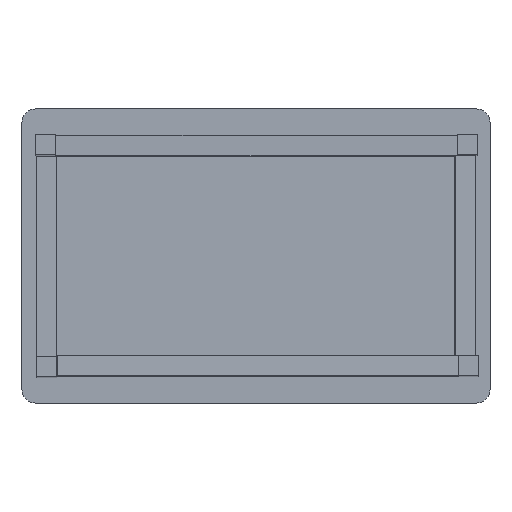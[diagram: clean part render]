
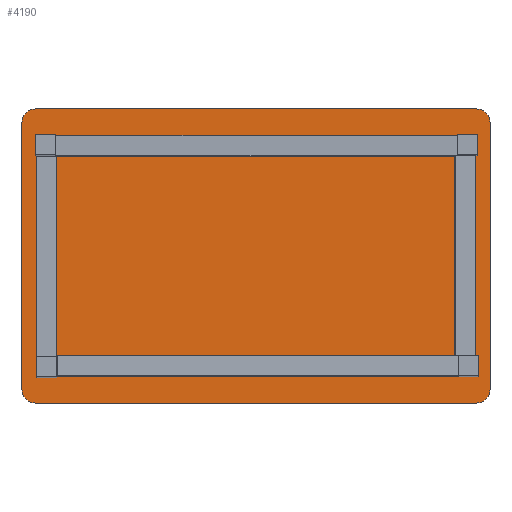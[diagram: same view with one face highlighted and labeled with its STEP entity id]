
A CAD part, top view. The second image highlights one B-rep face of the part: STEP entity #4190.
In plain terms, the highlighted planar face has unit normal (0, 0, 1).
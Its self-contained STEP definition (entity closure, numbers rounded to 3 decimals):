
#57 = CARTESIAN_POINT ( 'NONE',  ( 165., 100., 10. ) ) ;
#355 = EDGE_CURVE ( 'NONE', #10110, #5039, #8544, .T. ) ;
#378 = EDGE_CURVE ( 'NONE', #8937, #9740, #11942, .T. ) ;
#388 = CARTESIAN_POINT ( 'NONE',  ( 145., 82.5, 10. ) ) ;
#560 = CIRCLE ( 'NONE', #10750, 10. ) ;
#583 = CARTESIAN_POINT ( 'NONE',  ( 135., 82.5, 10. ) ) ;
#602 = VERTEX_POINT ( 'NONE', #388 ) ;
#631 = EDGE_CURVE ( 'NONE', #13588, #12113, #14177, .T. ) ;
#807 = DIRECTION ( 'NONE',  ( 0., 0., 1. ) ) ;
#812 = CARTESIAN_POINT ( 'NONE',  ( -175., -100., 10. ) ) ;
#852 = CIRCLE ( 'NONE', #1566, 10. ) ;
#856 = EDGE_CURVE ( 'NONE', #14067, #13588, #560, .T. ) ;
#862 = CARTESIAN_POINT ( 'NONE',  ( 165., -100., 10. ) ) ;
#916 = CARTESIAN_POINT ( 'NONE',  ( 175., 100., 10. ) ) ;
#1063 = AXIS2_PLACEMENT_3D ( 'NONE', #862, #14489, #5418 ) ;
#1141 = DIRECTION ( 'NONE',  ( -1., 0., 0. ) ) ;
#1190 = CIRCLE ( 'NONE', #3099, 5. ) ;
#1195 = ORIENTED_EDGE ( 'NONE', *, *, #11302, .F. ) ;
#1197 = VERTEX_POINT ( 'NONE', #7073 ) ;
#1247 = CARTESIAN_POINT ( 'NONE',  ( -135., -82.5, 10. ) ) ;
#1405 = FACE_BOUND ( 'NONE', #6355, .T. ) ;
#1433 = ORIENTED_EDGE ( 'NONE', *, *, #2431, .T. ) ;
#1530 = CARTESIAN_POINT ( 'NONE',  ( -145., 82.5, 10. ) ) ;
#1566 = AXIS2_PLACEMENT_3D ( 'NONE', #57, #12628, #9146 ) ;
#2022 = VERTEX_POINT ( 'NONE', #12957 ) ;
#2237 = LINE ( 'NONE', #3306, #10986 ) ;
#2399 = CARTESIAN_POINT ( 'NONE',  ( 165., 110., 10. ) ) ;
#2431 = EDGE_CURVE ( 'NONE', #5039, #14067, #14734, .T. ) ;
#2506 = CIRCLE ( 'NONE', #9046, 5. ) ;
#2646 = CARTESIAN_POINT ( 'NONE',  ( -140., -82.5, 10. ) ) ;
#2750 = FACE_BOUND ( 'NONE', #12388, .T. ) ;
#2887 = LINE ( 'NONE', #9709, #5441 ) ;
#2946 = ORIENTED_EDGE ( 'NONE', *, *, #378, .F. ) ;
#3049 = DIRECTION ( 'NONE',  ( 1., 0., 0. ) ) ;
#3099 = AXIS2_PLACEMENT_3D ( 'NONE', #2646, #7269, #5006 ) ;
#3152 = EDGE_CURVE ( 'NONE', #12113, #10893, #7568, .T. ) ;
#3165 = DIRECTION ( 'NONE',  ( 0., 0., 1. ) ) ;
#3230 = VECTOR ( 'NONE', #7464, 1000. ) ;
#3306 = CARTESIAN_POINT ( 'NONE',  ( -165., 110., 10. ) ) ;
#3387 = DIRECTION ( 'NONE',  ( -1., 0., 0. ) ) ;
#3492 = DIRECTION ( 'NONE',  ( -1., 0., 0. ) ) ;
#3564 = ORIENTED_EDGE ( 'NONE', *, *, #4922, .F. ) ;
#3685 = FACE_OUTER_BOUND ( 'NONE', #11174, .T. ) ;
#3868 = AXIS2_PLACEMENT_3D ( 'NONE', #12645, #11520, #1141 ) ;
#3947 = VERTEX_POINT ( 'NONE', #2399 ) ;
#4065 = ORIENTED_EDGE ( 'NONE', *, *, #4487, .F. ) ;
#4114 = CARTESIAN_POINT ( 'NONE',  ( -165., 100., 10. ) ) ;
#4152 = EDGE_CURVE ( 'NONE', #8820, #3947, #852, .T. ) ;
#4190 = ADVANCED_FACE ( 'NONE', ( #7239, #1405, #3685, #2750, #9436 ), #4974, .T. ) ;
#4487 = EDGE_CURVE ( 'NONE', #13374, #1197, #1190, .T. ) ;
#4922 = EDGE_CURVE ( 'NONE', #6645, #602, #13784, .T. ) ;
#4974 = PLANE ( 'NONE',  #13657 ) ;
#5006 = DIRECTION ( 'NONE',  ( -1., 0., 0. ) ) ;
#5039 = VERTEX_POINT ( 'NONE', #10320 ) ;
#5043 = DIRECTION ( 'NONE',  ( 1., 0., 0. ) ) ;
#5248 = CARTESIAN_POINT ( 'NONE',  ( 175., -100., 10. ) ) ;
#5418 = DIRECTION ( 'NONE',  ( 1., 0., 0. ) ) ;
#5441 = VECTOR ( 'NONE', #13404, 1000. ) ;
#5499 = ORIENTED_EDGE ( 'NONE', *, *, #631, .T. ) ;
#5530 = CARTESIAN_POINT ( 'NONE',  ( 140., 82.5, 10. ) ) ;
#5571 = EDGE_CURVE ( 'NONE', #6039, #2022, #11215, .T. ) ;
#5610 = DIRECTION ( 'NONE',  ( -1., 0., 0. ) ) ;
#5672 = EDGE_CURVE ( 'NONE', #602, #6645, #2506, .T. ) ;
#5832 = ORIENTED_EDGE ( 'NONE', *, *, #4152, .T. ) ;
#6039 = VERTEX_POINT ( 'NONE', #14171 ) ;
#6355 = EDGE_LOOP ( 'NONE', ( #2946, #11714 ) ) ;
#6645 = VERTEX_POINT ( 'NONE', #583 ) ;
#6899 = AXIS2_PLACEMENT_3D ( 'NONE', #8230, #13852, #3492 ) ;
#6976 = ORIENTED_EDGE ( 'NONE', *, *, #355, .T. ) ;
#7057 = EDGE_CURVE ( 'NONE', #1197, #13374, #10743, .T. ) ;
#7073 = CARTESIAN_POINT ( 'NONE',  ( -145., -82.5, 10. ) ) ;
#7126 = CARTESIAN_POINT ( 'NONE',  ( -140., 82.5, 10. ) ) ;
#7145 = DIRECTION ( 'NONE',  ( 1., 0., 0. ) ) ;
#7239 = FACE_BOUND ( 'NONE', #11665, .T. ) ;
#7269 = DIRECTION ( 'NONE',  ( 0., 0., 1. ) ) ;
#7464 = DIRECTION ( 'NONE',  ( 0., -1., 0. ) ) ;
#7568 = CIRCLE ( 'NONE', #1063, 10. ) ;
#7575 = CARTESIAN_POINT ( 'NONE',  ( -165., -100., 10. ) ) ;
#7580 = VECTOR ( 'NONE', #10703, 1000. ) ;
#7770 = CARTESIAN_POINT ( 'NONE',  ( -135., 82.5, 10. ) ) ;
#7918 = CARTESIAN_POINT ( 'NONE',  ( -165., -110., 10. ) ) ;
#7977 = DIRECTION ( 'NONE',  ( 1., 0., 0. ) ) ;
#8230 = CARTESIAN_POINT ( 'NONE',  ( -140., -82.5, 10. ) ) ;
#8344 = CARTESIAN_POINT ( 'NONE',  ( -165., -110., 10. ) ) ;
#8398 = ORIENTED_EDGE ( 'NONE', *, *, #5672, .F. ) ;
#8432 = CARTESIAN_POINT ( 'NONE',  ( 165., -100., 10. ) ) ;
#8544 = CIRCLE ( 'NONE', #9042, 10. ) ;
#8701 = EDGE_LOOP ( 'NONE', ( #14702, #4065 ) ) ;
#8820 = VERTEX_POINT ( 'NONE', #916 ) ;
#8937 = VERTEX_POINT ( 'NONE', #1530 ) ;
#9042 = AXIS2_PLACEMENT_3D ( 'NONE', #4114, #11234, #3049 ) ;
#9046 = AXIS2_PLACEMENT_3D ( 'NONE', #5530, #3165, #5610 ) ;
#9146 = DIRECTION ( 'NONE',  ( 1., 0., 0. ) ) ;
#9436 = FACE_BOUND ( 'NONE', #8701, .T. ) ;
#9709 = CARTESIAN_POINT ( 'NONE',  ( 175., 100., 10. ) ) ;
#9729 = CARTESIAN_POINT ( 'NONE',  ( -165., 110., 10. ) ) ;
#9740 = VERTEX_POINT ( 'NONE', #7770 ) ;
#10058 = CARTESIAN_POINT ( 'NONE',  ( 140., -82.5, 10. ) ) ;
#10110 = VERTEX_POINT ( 'NONE', #9729 ) ;
#10320 = CARTESIAN_POINT ( 'NONE',  ( -175., 100., 10. ) ) ;
#10488 = EDGE_CURVE ( 'NONE', #3947, #10110, #2237, .T. ) ;
#10500 = DIRECTION ( 'NONE',  ( 0., 0., 1. ) ) ;
#10542 = CIRCLE ( 'NONE', #14378, 5. ) ;
#10655 = DIRECTION ( 'NONE',  ( 0., 0., 1. ) ) ;
#10703 = DIRECTION ( 'NONE',  ( 1., 0., 0. ) ) ;
#10743 = CIRCLE ( 'NONE', #6899, 5. ) ;
#10750 = AXIS2_PLACEMENT_3D ( 'NONE', #7575, #11142, #12197 ) ;
#10759 = CIRCLE ( 'NONE', #11241, 5. ) ;
#10813 = CARTESIAN_POINT ( 'NONE',  ( -175., 100., 10. ) ) ;
#10854 = CARTESIAN_POINT ( 'NONE',  ( 165., -110., 10. ) ) ;
#10893 = VERTEX_POINT ( 'NONE', #5248 ) ;
#10986 = VECTOR ( 'NONE', #3387, 1000. ) ;
#11142 = DIRECTION ( 'NONE',  ( 0., 0., 1. ) ) ;
#11174 = EDGE_LOOP ( 'NONE', ( #14824, #13985, #5832, #14315, #6976, #1433, #13139, #5499 ) ) ;
#11215 = CIRCLE ( 'NONE', #13890, 5. ) ;
#11234 = DIRECTION ( 'NONE',  ( 0., 0., 1. ) ) ;
#11241 = AXIS2_PLACEMENT_3D ( 'NONE', #14098, #12822, #7145 ) ;
#11302 = EDGE_CURVE ( 'NONE', #2022, #6039, #10759, .T. ) ;
#11520 = DIRECTION ( 'NONE',  ( 0., 0., 1. ) ) ;
#11665 = EDGE_LOOP ( 'NONE', ( #13570, #1195 ) ) ;
#11714 = ORIENTED_EDGE ( 'NONE', *, *, #11777, .F. ) ;
#11721 = AXIS2_PLACEMENT_3D ( 'NONE', #12071, #10500, #7977 ) ;
#11777 = EDGE_CURVE ( 'NONE', #9740, #8937, #10542, .T. ) ;
#11942 = CIRCLE ( 'NONE', #11721, 5. ) ;
#12071 = CARTESIAN_POINT ( 'NONE',  ( -140., 82.5, 10. ) ) ;
#12113 = VERTEX_POINT ( 'NONE', #10854 ) ;
#12197 = DIRECTION ( 'NONE',  ( -1., 0., 0. ) ) ;
#12242 = EDGE_CURVE ( 'NONE', #10893, #8820, #2887, .T. ) ;
#12388 = EDGE_LOOP ( 'NONE', ( #3564, #8398 ) ) ;
#12563 = DIRECTION ( 'NONE',  ( 1., 0., 0. ) ) ;
#12628 = DIRECTION ( 'NONE',  ( 0., 0., 1. ) ) ;
#12645 = CARTESIAN_POINT ( 'NONE',  ( 140., 82.5, 10. ) ) ;
#12822 = DIRECTION ( 'NONE',  ( 0., 0., 1. ) ) ;
#12938 = DIRECTION ( 'NONE',  ( 0., 0., 1. ) ) ;
#12957 = CARTESIAN_POINT ( 'NONE',  ( 145., -82.5, 10. ) ) ;
#13139 = ORIENTED_EDGE ( 'NONE', *, *, #856, .T. ) ;
#13374 = VERTEX_POINT ( 'NONE', #1247 ) ;
#13404 = DIRECTION ( 'NONE',  ( 0., 1., 0. ) ) ;
#13570 = ORIENTED_EDGE ( 'NONE', *, *, #5571, .F. ) ;
#13588 = VERTEX_POINT ( 'NONE', #7918 ) ;
#13657 = AXIS2_PLACEMENT_3D ( 'NONE', #8432, #10655, #5043 ) ;
#13784 = CIRCLE ( 'NONE', #3868, 5. ) ;
#13852 = DIRECTION ( 'NONE',  ( 0., 0., 1. ) ) ;
#13890 = AXIS2_PLACEMENT_3D ( 'NONE', #10058, #807, #12563 ) ;
#13938 = DIRECTION ( 'NONE',  ( 1., 0., 0. ) ) ;
#13985 = ORIENTED_EDGE ( 'NONE', *, *, #12242, .T. ) ;
#14067 = VERTEX_POINT ( 'NONE', #812 ) ;
#14098 = CARTESIAN_POINT ( 'NONE',  ( 140., -82.5, 10. ) ) ;
#14171 = CARTESIAN_POINT ( 'NONE',  ( 135., -82.5, 10. ) ) ;
#14177 = LINE ( 'NONE', #8344, #7580 ) ;
#14315 = ORIENTED_EDGE ( 'NONE', *, *, #10488, .T. ) ;
#14378 = AXIS2_PLACEMENT_3D ( 'NONE', #7126, #12938, #13938 ) ;
#14489 = DIRECTION ( 'NONE',  ( 0., 0., 1. ) ) ;
#14702 = ORIENTED_EDGE ( 'NONE', *, *, #7057, .F. ) ;
#14734 = LINE ( 'NONE', #10813, #3230 ) ;
#14824 = ORIENTED_EDGE ( 'NONE', *, *, #3152, .T. ) ;
